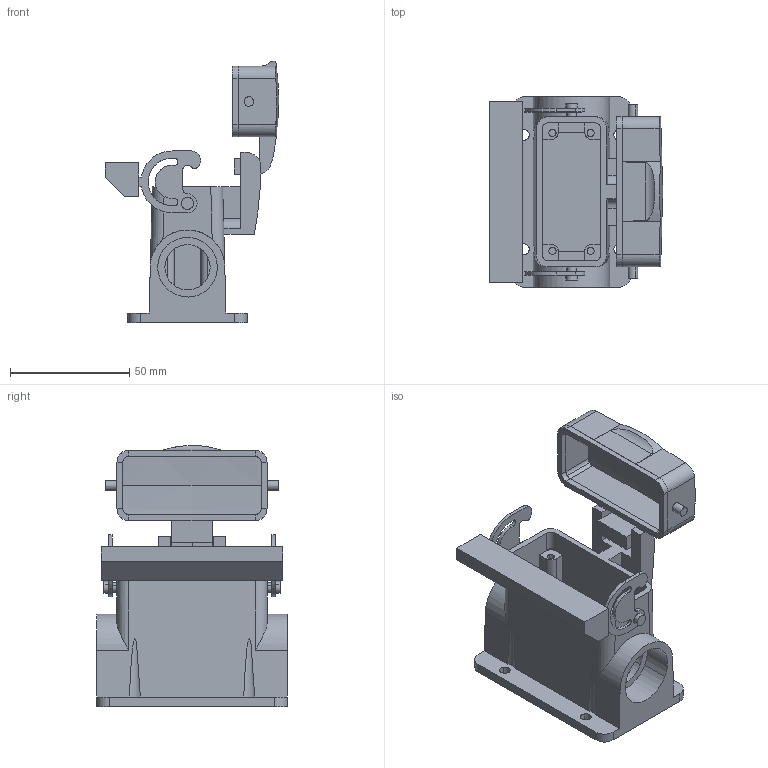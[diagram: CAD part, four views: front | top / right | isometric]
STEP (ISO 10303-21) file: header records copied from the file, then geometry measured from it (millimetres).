
FILE_DESCRIPTION(('CATIA V5 STEP Exchange','CAx-IF Rec.Pracs.--- Model Styling and Organization---1.4--- 2014-01-23'),'2;1');
FILE_NAME ('025891-2_2', '2019-07-25T14:42:54+00:00', ('none'), ('Weidmueller'), 'CATIA Version 5-6 Release 2016 SP3 HF44', 'CATIA V5 STEP AP214', 'none');
FILE_SCHEMA(('AUTOMOTIVE_DESIGN { 1 0 10303 214 1 1 1 1 }'));
Length unit declared in the file: millimetre
Products named in the file (1): 1901040000
Bounding box: 72.75 x 80 x 109.56 mm (x, y, z)
Volume: 96335.3 mm3; surface area: 49591.4 mm2
Topology: 2 solids, 2 shells, 250 faces, 671 edges, 440 vertices
Faces by surface type: plane 126, cylinder 117, revolution 4, torus 3
Entity records: 8557 total; most frequent: CARTESIAN_POINT 2642, ORIENTED_EDGE 1342, DIRECTION 946, EDGE_CURVE 671, VERTEX_POINT 440, VECTOR 397, LINE 397, AXIS2_PLACEMENT_3D 363
